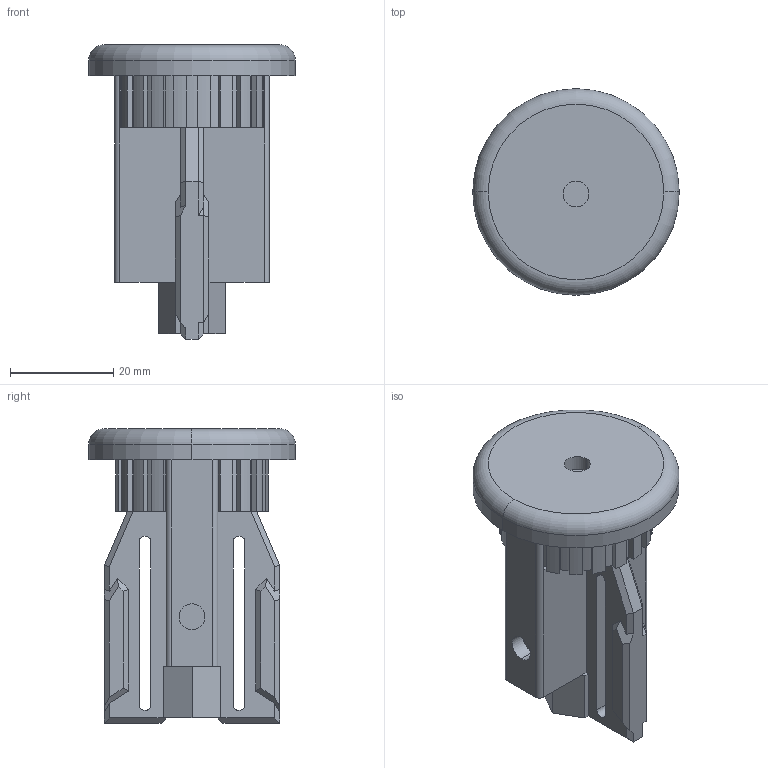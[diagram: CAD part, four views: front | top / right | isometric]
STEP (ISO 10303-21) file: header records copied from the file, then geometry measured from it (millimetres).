
FILE_DESCRIPTION (( 'STEP AP214' ), '1' );
FILE_NAME ('6axis - part 5.STEP', '2025-12-14T14:46:21', ( '' ), ( '' ), 'SwSTEP 2.0', 'SolidWorks 2024', '' );
FILE_SCHEMA (( 'AUTOMOTIVE_DESIGN' ));
Length unit declared in the file: millimetre
Products named in the file (1): 6axis - part 5
Bounding box: 40 x 40 x 57 mm (x, y, z)
Volume: 27326.8 mm3; surface area: 9921.1 mm2
Topology: 1 solids, 3 shells, 204 faces, 550 edges, 356 vertices
Faces by surface type: plane 140, cylinder 62, torus 2
Entity records: 6377 total; most frequent: CARTESIAN_POINT 1111, ORIENTED_EDGE 1100, DIRECTION 1092, EDGE_CURVE 550, LINE 418, VECTOR 418, VERTEX_POINT 356, AXIS2_PLACEMENT_3D 337
